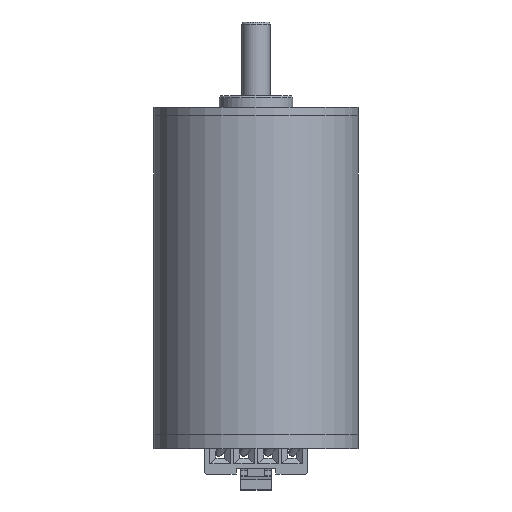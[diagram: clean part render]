
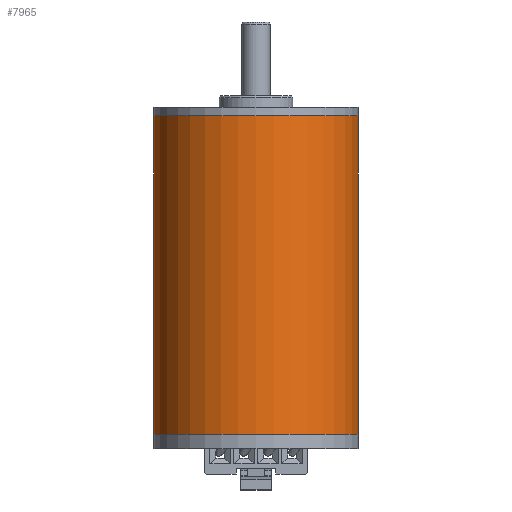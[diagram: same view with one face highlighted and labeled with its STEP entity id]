
A CAD part, top view. The second image highlights one B-rep face of the part: STEP entity #7965.
In plain terms, the highlighted cylindrical face has radius 18 mm (diameter 36 mm), a full revolution.
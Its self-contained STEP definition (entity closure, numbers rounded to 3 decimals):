
#1033 = CYLINDRICAL_SURFACE ( 'NONE', #15586, 18. ) ;
#1615 = EDGE_LOOP ( 'NONE', ( #18581 ) ) ;
#1773 = EDGE_CURVE ( 'NONE', #2299, #2299, #5615, .T. ) ;
#2299 = VERTEX_POINT ( 'NONE', #18439 ) ;
#2316 = DIRECTION ( 'NONE',  ( 0., -1., 0. ) ) ;
#3666 = EDGE_LOOP ( 'NONE', ( #7516 ) ) ;
#4130 = DIRECTION ( 'NONE',  ( 0., -1., 0. ) ) ;
#4763 = EDGE_CURVE ( 'NONE', #13524, #13524, #4971, .T. ) ;
#4971 = CIRCLE ( 'NONE', #17463, 18. ) ;
#5566 = DIRECTION ( 'NONE',  ( 0., 0., -1. ) ) ;
#5615 = CIRCLE ( 'NONE', #8903, 18. ) ;
#7107 = CARTESIAN_POINT ( 'NONE',  ( 0., 56., 0. ) ) ;
#7404 = CARTESIAN_POINT ( 'NONE',  ( 0., 0., 0. ) ) ;
#7516 = ORIENTED_EDGE ( 'NONE', *, *, #1773, .T. ) ;
#7965 = ADVANCED_FACE ( 'NONE', ( #10293, #14922 ), #1033, .T. ) ;
#8903 = AXIS2_PLACEMENT_3D ( 'NONE', #7107, #4130, #5566 ) ;
#10293 = FACE_OUTER_BOUND ( 'NONE', #3666, .T. ) ;
#12046 = DIRECTION ( 'NONE',  ( 0., -1., 0. ) ) ;
#13434 = DIRECTION ( 'NONE',  ( 0., 0., -1. ) ) ;
#13524 = VERTEX_POINT ( 'NONE', #19775 ) ;
#14922 = FACE_OUTER_BOUND ( 'NONE', #1615, .T. ) ;
#15586 = AXIS2_PLACEMENT_3D ( 'NONE', #7404, #12046, #18095 ) ;
#17463 = AXIS2_PLACEMENT_3D ( 'NONE', #18451, #2316, #13434 ) ;
#18095 = DIRECTION ( 'NONE',  ( 0., 0., -1. ) ) ;
#18439 = CARTESIAN_POINT ( 'NONE',  ( 0., 56., -18. ) ) ;
#18451 = CARTESIAN_POINT ( 'NONE',  ( 0., 0., 0. ) ) ;
#18581 = ORIENTED_EDGE ( 'NONE', *, *, #4763, .F. ) ;
#19775 = CARTESIAN_POINT ( 'NONE',  ( 0., 0., -18. ) ) ;
